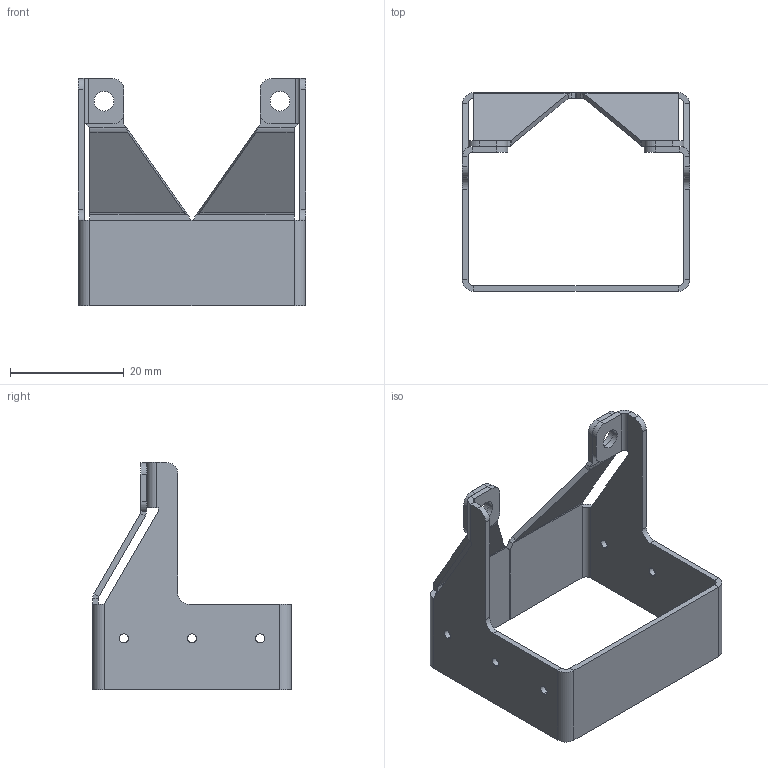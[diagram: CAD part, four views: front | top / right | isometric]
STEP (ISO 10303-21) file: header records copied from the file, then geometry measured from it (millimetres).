
FILE_DESCRIPTION (( 'STEP AP203' ), '1' );
FILE_NAME ('Heater_Block_Frame.STEP', '2023-04-26T11:13:13', ( '' ), ( '' ), 'SwSTEP 2.0', 'SolidWorks 2018', '' );
FILE_SCHEMA (( 'CONFIG_CONTROL_DESIGN' ));
Length unit declared in the file: millimetre
Products named in the file (1): Heater_Block_Frame
Bounding box: 40 x 35 x 40 mm (x, y, z)
Volume: 3119.9 mm3; surface area: 6834.5 mm2
Topology: 1 solids, 1 shells, 138 faces, 328 edges, 192 vertices
Faces by surface type: plane 80, cylinder 54, bspline 4
Entity records: 4049 total; most frequent: CARTESIAN_POINT 727, DIRECTION 690, ORIENTED_EDGE 656, EDGE_CURVE 328, AXIS2_PLACEMENT_3D 235, LINE 220, VECTOR 220, VERTEX_POINT 192
